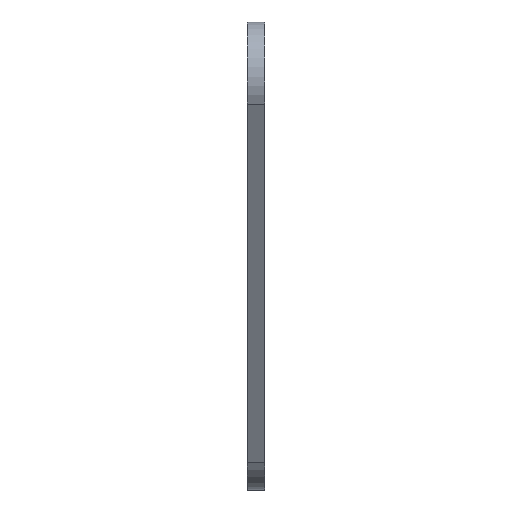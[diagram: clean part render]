
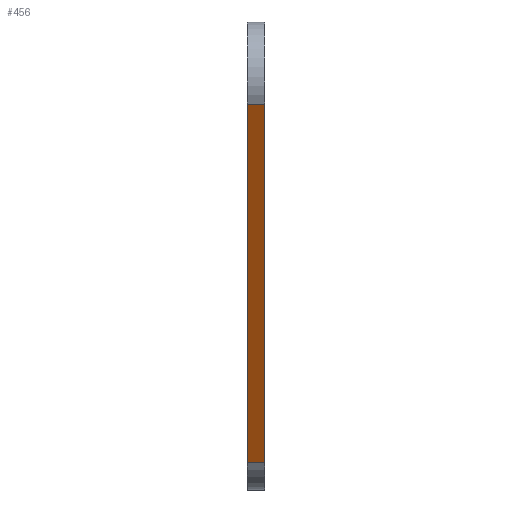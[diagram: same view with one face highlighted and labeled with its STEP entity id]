
A CAD part, left-side view. The second image highlights one B-rep face of the part: STEP entity #456.
In plain terms, the highlighted planar face has unit normal (-0.866, 0, -0.5).
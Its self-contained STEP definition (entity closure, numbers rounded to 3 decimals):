
#11 = EDGE_CURVE ( 'NONE', #162, #552, #424, .T. ) ;
#92 = CARTESIAN_POINT ( 'NONE',  ( -73.082, 0., -15.24 ) ) ;
#101 = LINE ( 'NONE', #216, #904 ) ;
#132 = DIRECTION ( 'NONE',  ( 0.5, 0., -0.866 ) ) ;
#162 = VERTEX_POINT ( 'NONE', #730 ) ;
#169 = AXIS2_PLACEMENT_3D ( 'NONE', #1256, #1045, #132 ) ;
#216 = CARTESIAN_POINT ( 'NONE',  ( -31.75, 0., -86.829 ) ) ;
#319 = DIRECTION ( 'NONE',  ( 0.5, 0., -0.866 ) ) ;
#324 = DIRECTION ( 'NONE',  ( 0., -1., 0. ) ) ;
#418 = VERTEX_POINT ( 'NONE', #1064 ) ;
#424 = LINE ( 'NONE', #652, #659 ) ;
#444 = CARTESIAN_POINT ( 'NONE',  ( -34.683, 3.175, -81.749 ) ) ;
#456 = ADVANCED_FACE ( 'NONE', ( #1394 ), #1385, .F. ) ;
#527 = DIRECTION ( 'NONE',  ( 0., 1., 0. ) ) ;
#552 = VERTEX_POINT ( 'NONE', #1174 ) ;
#618 = ORIENTED_EDGE ( 'NONE', *, *, #1261, .F. ) ;
#652 = CARTESIAN_POINT ( 'NONE',  ( -34.683, 3.175, -81.749 ) ) ;
#659 = VECTOR ( 'NONE', #527, 1000. ) ;
#724 = VERTEX_POINT ( 'NONE', #92 ) ;
#730 = CARTESIAN_POINT ( 'NONE',  ( -34.683, 0., -81.749 ) ) ;
#883 = CARTESIAN_POINT ( 'NONE',  ( -73.082, 3.175, -15.24 ) ) ;
#896 = LINE ( 'NONE', #883, #1008 ) ;
#904 = VECTOR ( 'NONE', #319, 1000. ) ;
#965 = ORIENTED_EDGE ( 'NONE', *, *, #1241, .F. ) ;
#969 = LINE ( 'NONE', #444, #1340 ) ;
#1008 = VECTOR ( 'NONE', #324, 1000. ) ;
#1040 = EDGE_LOOP ( 'NONE', ( #618, #965, #1305, #1164 ) ) ;
#1045 = DIRECTION ( 'NONE',  ( 0.866, 0., 0.5 ) ) ;
#1064 = CARTESIAN_POINT ( 'NONE',  ( -73.082, 3.175, -15.24 ) ) ;
#1164 = ORIENTED_EDGE ( 'NONE', *, *, #1366, .F. ) ;
#1174 = CARTESIAN_POINT ( 'NONE',  ( -34.683, 3.175, -81.749 ) ) ;
#1241 = EDGE_CURVE ( 'NONE', #552, #418, #969, .T. ) ;
#1256 = CARTESIAN_POINT ( 'NONE',  ( -31.75, 3.175, -86.829 ) ) ;
#1261 = EDGE_CURVE ( 'NONE', #418, #724, #896, .T. ) ;
#1305 = ORIENTED_EDGE ( 'NONE', *, *, #11, .F. ) ;
#1340 = VECTOR ( 'NONE', #1446, 1000. ) ;
#1366 = EDGE_CURVE ( 'NONE', #724, #162, #101, .T. ) ;
#1385 = PLANE ( 'NONE',  #169 ) ;
#1394 = FACE_OUTER_BOUND ( 'NONE', #1040, .T. ) ;
#1446 = DIRECTION ( 'NONE',  ( -0.5, 0., 0.866 ) ) ;
